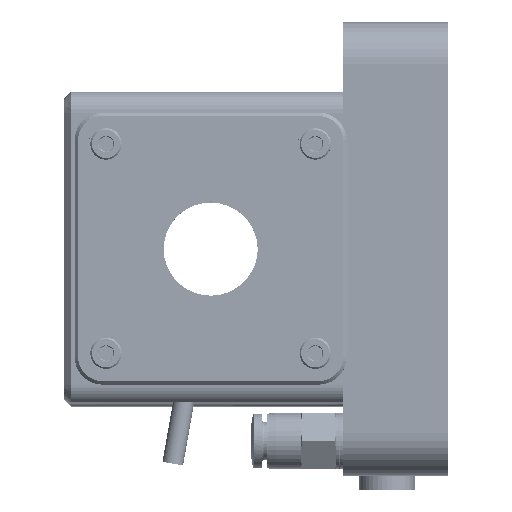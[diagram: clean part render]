
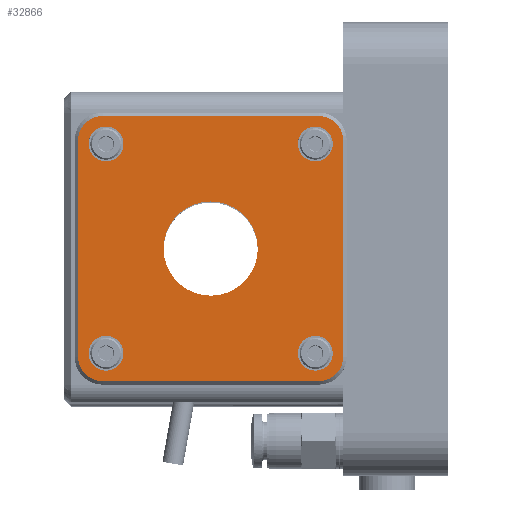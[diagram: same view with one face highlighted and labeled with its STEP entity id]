
A CAD part, top view. The second image highlights one B-rep face of the part: STEP entity #32866.
In plain terms, the highlighted planar face has unit normal (0, 0, 1).
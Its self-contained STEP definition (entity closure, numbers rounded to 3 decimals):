
#1240=FACE_BOUND('',#4594,.T.);
#1241=FACE_BOUND('',#4595,.T.);
#1242=FACE_BOUND('',#4596,.T.);
#1243=FACE_BOUND('',#4597,.T.);
#1244=FACE_BOUND('',#4598,.T.);
#1419=PLANE('',#35175);
#2540=FACE_OUTER_BOUND('',#4593,.T.);
#4593=EDGE_LOOP('',(#23215,#23216,#23217,#23218,#23219,#23220,#23221,#23222));
#4594=EDGE_LOOP('',(#23223));
#4595=EDGE_LOOP('',(#23224));
#4596=EDGE_LOOP('',(#23225));
#4597=EDGE_LOOP('',(#23226));
#4598=EDGE_LOOP('',(#23227));
#6710=CIRCLE('',#35160,3.5);
#6712=CIRCLE('',#35164,3.5);
#6713=CIRCLE('',#35167,3.5);
#6714=CIRCLE('',#35170,3.5);
#6716=CIRCLE('',#35176,6.753);
#6717=CIRCLE('',#35177,2.5);
#6718=CIRCLE('',#35178,2.5);
#6719=CIRCLE('',#35179,2.5);
#6720=CIRCLE('',#35180,2.5);
#7290=LINE('',#47467,#9964);
#7294=LINE('',#47476,#9968);
#7297=LINE('',#47484,#9971);
#7299=LINE('',#47492,#9973);
#9964=VECTOR('',#37442,10.);
#9968=VECTOR('',#37452,10.);
#9971=VECTOR('',#37461,10.);
#9973=VECTOR('',#37471,10.);
#14434=VERTEX_POINT('',#47457);
#14435=VERTEX_POINT('',#47459);
#14437=VERTEX_POINT('',#47465);
#14438=VERTEX_POINT('',#47470);
#14439=VERTEX_POINT('',#47474);
#14440=VERTEX_POINT('',#47478);
#14441=VERTEX_POINT('',#47482);
#14443=VERTEX_POINT('',#47487);
#14444=VERTEX_POINT('',#47499);
#14445=VERTEX_POINT('',#47501);
#14446=VERTEX_POINT('',#47503);
#14447=VERTEX_POINT('',#47505);
#14448=VERTEX_POINT('',#47507);
#17846=EDGE_CURVE('',#14434,#14435,#6710,.T.);
#17850=EDGE_CURVE('',#14437,#14434,#7290,.T.);
#17853=EDGE_CURVE('',#14438,#14437,#6712,.T.);
#17855=EDGE_CURVE('',#14439,#14438,#7294,.T.);
#17857=EDGE_CURVE('',#14440,#14439,#6713,.T.);
#17859=EDGE_CURVE('',#14441,#14440,#7297,.T.);
#17861=EDGE_CURVE('',#14443,#14441,#6714,.T.);
#17863=EDGE_CURVE('',#14435,#14443,#7299,.T.);
#17867=EDGE_CURVE('',#14444,#14444,#6716,.F.);
#17868=EDGE_CURVE('',#14445,#14445,#6717,.T.);
#17869=EDGE_CURVE('',#14446,#14446,#6718,.T.);
#17870=EDGE_CURVE('',#14447,#14447,#6719,.T.);
#17871=EDGE_CURVE('',#14448,#14448,#6720,.T.);
#23215=ORIENTED_EDGE('',*,*,#17846,.F.);
#23216=ORIENTED_EDGE('',*,*,#17850,.F.);
#23217=ORIENTED_EDGE('',*,*,#17853,.F.);
#23218=ORIENTED_EDGE('',*,*,#17855,.F.);
#23219=ORIENTED_EDGE('',*,*,#17857,.F.);
#23220=ORIENTED_EDGE('',*,*,#17859,.F.);
#23221=ORIENTED_EDGE('',*,*,#17861,.F.);
#23222=ORIENTED_EDGE('',*,*,#17863,.F.);
#23223=ORIENTED_EDGE('',*,*,#17867,.T.);
#23224=ORIENTED_EDGE('',*,*,#17868,.T.);
#23225=ORIENTED_EDGE('',*,*,#17869,.T.);
#23226=ORIENTED_EDGE('',*,*,#17870,.T.);
#23227=ORIENTED_EDGE('',*,*,#17871,.T.);
#32866=ADVANCED_FACE('',(#2540,#1240,#1241,#1242,#1243,#1244),#1419,.T.);
#35160=AXIS2_PLACEMENT_3D('',#47460,#37434,#37435);
#35164=AXIS2_PLACEMENT_3D('',#47472,#37447,#37448);
#35167=AXIS2_PLACEMENT_3D('',#47480,#37456,#37457);
#35170=AXIS2_PLACEMENT_3D('',#47489,#37465,#37466);
#35175=AXIS2_PLACEMENT_3D('',#47498,#37479,#37480);
#35176=AXIS2_PLACEMENT_3D('',#47500,#37481,#37482);
#35177=AXIS2_PLACEMENT_3D('',#47502,#37483,#37484);
#35178=AXIS2_PLACEMENT_3D('',#47504,#37485,#37486);
#35179=AXIS2_PLACEMENT_3D('',#47506,#37487,#37488);
#35180=AXIS2_PLACEMENT_3D('',#47508,#37489,#37490);
#37434=DIRECTION('center_axis',(0.,0.,-1.));
#37435=DIRECTION('ref_axis',(0.,-1.,0.));
#37442=DIRECTION('',(0.,-1.,0.));
#37447=DIRECTION('center_axis',(0.,0.,-1.));
#37448=DIRECTION('ref_axis',(1.,0.,0.));
#37452=DIRECTION('',(1.,0.,0.));
#37456=DIRECTION('center_axis',(0.,0.,-1.));
#37457=DIRECTION('ref_axis',(0.,1.,0.));
#37461=DIRECTION('',(0.,1.,0.));
#37465=DIRECTION('center_axis',(0.,0.,-1.));
#37466=DIRECTION('ref_axis',(-1.,0.,0.));
#37471=DIRECTION('',(-1.,0.,0.));
#37479=DIRECTION('center_axis',(0.,0.,1.));
#37480=DIRECTION('ref_axis',(1.,0.,0.));
#37481=DIRECTION('center_axis',(0.,0.,1.));
#37482=DIRECTION('ref_axis',(1.,0.,0.));
#37483=DIRECTION('center_axis',(0.,0.,-1.));
#37484=DIRECTION('ref_axis',(1.,0.,0.));
#37485=DIRECTION('center_axis',(0.,0.,-1.));
#37486=DIRECTION('ref_axis',(1.,0.,0.));
#37487=DIRECTION('center_axis',(0.,0.,-1.));
#37488=DIRECTION('ref_axis',(1.,0.,0.));
#37489=DIRECTION('center_axis',(0.,0.,-1.));
#37490=DIRECTION('ref_axis',(1.,0.,0.));
#47457=CARTESIAN_POINT('',(0.,-15.5,-26.92));
#47459=CARTESIAN_POINT('',(-3.5,-19.,-26.92));
#47460=CARTESIAN_POINT('Origin',(-3.5,-15.5,-26.92));
#47465=CARTESIAN_POINT('',(0.,15.5,-26.92));
#47467=CARTESIAN_POINT('',(0.,-7.75,-26.92));
#47470=CARTESIAN_POINT('',(-3.5,19.,-26.92));
#47472=CARTESIAN_POINT('Origin',(-3.5,15.5,-26.92));
#47474=CARTESIAN_POINT('',(-34.5,19.,-26.92));
#47476=CARTESIAN_POINT('',(-11.25,19.,-26.92));
#47478=CARTESIAN_POINT('',(-38.,15.5,-26.92));
#47480=CARTESIAN_POINT('Origin',(-34.5,15.5,-26.92));
#47482=CARTESIAN_POINT('',(-38.,-15.5,-26.92));
#47484=CARTESIAN_POINT('',(-38.,7.75,-26.92));
#47487=CARTESIAN_POINT('',(-34.5,-19.,-26.92));
#47489=CARTESIAN_POINT('Origin',(-34.5,-15.5,-26.92));
#47492=CARTESIAN_POINT('',(-26.75,-19.,-26.92));
#47498=CARTESIAN_POINT('Origin',(-19.,0.,-26.92));
#47499=CARTESIAN_POINT('',(-25.753,0.,-26.92));
#47500=CARTESIAN_POINT('Origin',(-19.,0.,-26.92));
#47501=CARTESIAN_POINT('',(-6.5,15.,-26.92));
#47502=CARTESIAN_POINT('Origin',(-4.,15.,-26.92));
#47503=CARTESIAN_POINT('',(-36.5,15.,-26.92));
#47504=CARTESIAN_POINT('Origin',(-34.,15.,-26.92));
#47505=CARTESIAN_POINT('',(-36.5,-15.,-26.92));
#47506=CARTESIAN_POINT('Origin',(-34.,-15.,-26.92));
#47507=CARTESIAN_POINT('',(-6.5,-15.,-26.92));
#47508=CARTESIAN_POINT('Origin',(-4.,-15.,-26.92));
